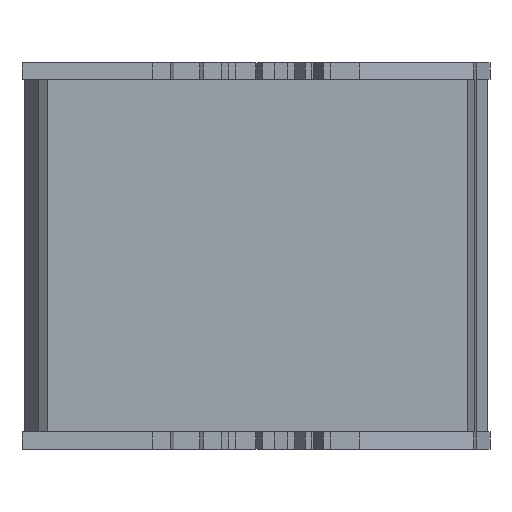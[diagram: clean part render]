
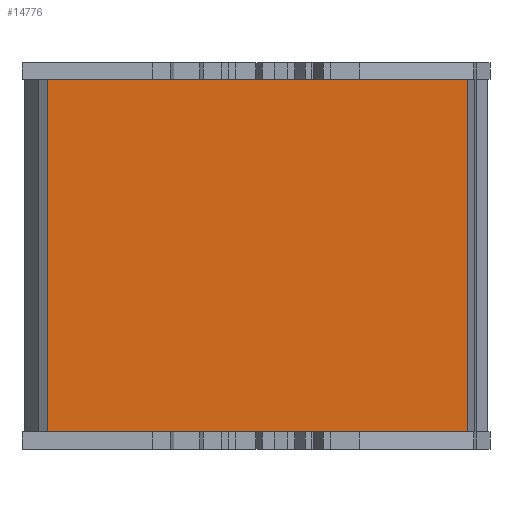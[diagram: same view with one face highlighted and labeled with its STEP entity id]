
A CAD part, front view. The second image highlights one B-rep face of the part: STEP entity #14776.
In plain terms, the highlighted planar face has unit normal (0, -1, 0).
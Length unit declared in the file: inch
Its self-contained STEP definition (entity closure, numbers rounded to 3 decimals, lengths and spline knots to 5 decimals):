
#373 = VERTEX_POINT ( 'NONE', #8691 ) ;
#796 = CARTESIAN_POINT ( 'NONE',  ( 0., 0.08149, 2.52528 ) ) ;
#852 = AXIS2_PLACEMENT_3D ( 'NONE', #3615, #11126, #18757 ) ;
#1950 = VECTOR ( 'NONE', #23320, 39.37008 ) ;
#2535 = LINE ( 'NONE', #15802, #23598 ) ;
#3014 = DIRECTION ( 'NONE',  ( 0., 0., 1. ) ) ;
#3484 = EDGE_CURVE ( 'NONE', #4355, #373, #15668, .T. ) ;
#3615 = CARTESIAN_POINT ( 'NONE',  ( 0., 0.08149, -0.02472 ) ) ;
#4314 = LINE ( 'NONE', #7750, #1950 ) ;
#4355 = VERTEX_POINT ( 'NONE', #19248 ) ;
#4623 = EDGE_CURVE ( 'NONE', #23794, #4355, #19712, .T. ) ;
#7750 = CARTESIAN_POINT ( 'NONE',  ( 0., 0.08149, -0.02472 ) ) ;
#8691 = CARTESIAN_POINT ( 'NONE',  ( 1.52707, 0.08149, 2.52528 ) ) ;
#9148 = PLANE ( 'NONE',  #852 ) ;
#9470 = EDGE_LOOP ( 'NONE', ( #12641, #12829, #10478, #21303 ) ) ;
#10011 = CARTESIAN_POINT ( 'NONE',  ( 1.52707, 0.08149, -0.02472 ) ) ;
#10242 = CARTESIAN_POINT ( 'NONE',  ( -1.51201, 0.08149, -0.02472 ) ) ;
#10478 = ORIENTED_EDGE ( 'NONE', *, *, #23281, .T. ) ;
#11126 = DIRECTION ( 'NONE',  ( 0., -1., 0. ) ) ;
#12641 = ORIENTED_EDGE ( 'NONE', *, *, #3484, .F. ) ;
#12829 = ORIENTED_EDGE ( 'NONE', *, *, #4623, .F. ) ;
#14486 = CARTESIAN_POINT ( 'NONE',  ( -1.51201, 0.08149, -0.02472 ) ) ;
#14776 = ADVANCED_FACE ( 'NONE', ( #18514 ), #9148, .T. ) ;
#15164 = VECTOR ( 'NONE', #17927, 39.37008 ) ;
#15668 = LINE ( 'NONE', #796, #15164 ) ;
#15802 = CARTESIAN_POINT ( 'NONE',  ( 1.52707, 0.08149, -0.02472 ) ) ;
#17927 = DIRECTION ( 'NONE',  ( 1., 0., 0. ) ) ;
#18048 = EDGE_CURVE ( 'NONE', #22208, #373, #2535, .T. ) ;
#18514 = FACE_OUTER_BOUND ( 'NONE', #9470, .T. ) ;
#18757 = DIRECTION ( 'NONE',  ( 1., 0., 0. ) ) ;
#19248 = CARTESIAN_POINT ( 'NONE',  ( -1.51201, 0.08149, 2.52528 ) ) ;
#19353 = DIRECTION ( 'NONE',  ( 0., 0., 1. ) ) ;
#19712 = LINE ( 'NONE', #10242, #20029 ) ;
#20029 = VECTOR ( 'NONE', #19353, 39.37008 ) ;
#21303 = ORIENTED_EDGE ( 'NONE', *, *, #18048, .T. ) ;
#22208 = VERTEX_POINT ( 'NONE', #10011 ) ;
#23281 = EDGE_CURVE ( 'NONE', #23794, #22208, #4314, .T. ) ;
#23320 = DIRECTION ( 'NONE',  ( 1., 0., 0. ) ) ;
#23598 = VECTOR ( 'NONE', #3014, 39.37008 ) ;
#23794 = VERTEX_POINT ( 'NONE', #14486 ) ;
